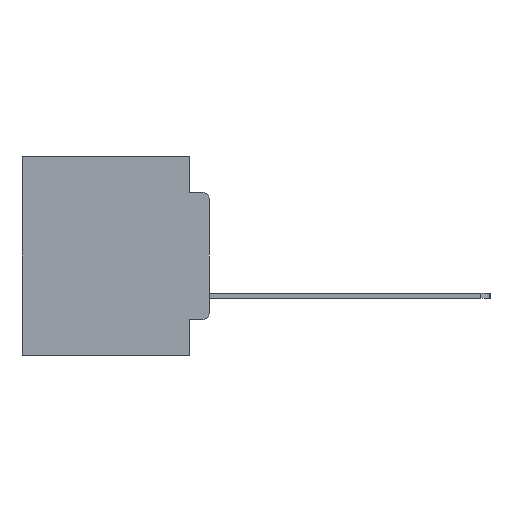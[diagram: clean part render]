
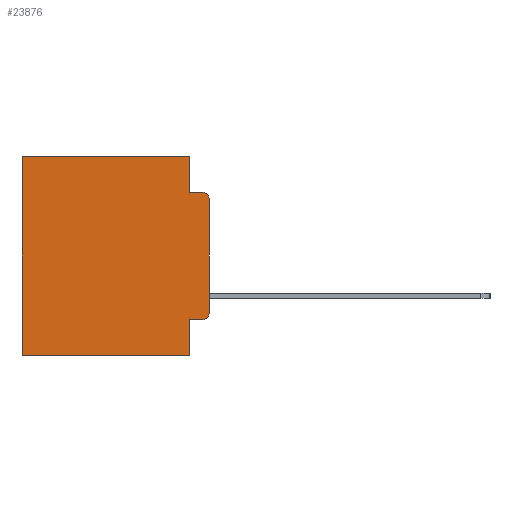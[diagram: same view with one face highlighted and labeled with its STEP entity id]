
A CAD part, left-side view. The second image highlights one B-rep face of the part: STEP entity #23876.
In plain terms, the highlighted planar face has unit normal (-1, 0, 0).
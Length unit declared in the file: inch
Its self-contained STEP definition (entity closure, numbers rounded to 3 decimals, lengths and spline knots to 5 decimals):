
#64 = EDGE_CURVE ( 'NONE', #16017, #10810, #22905, .T. ) ;
#154 = ORIENTED_EDGE ( 'NONE', *, *, #14634, .F. ) ;
#178 = ORIENTED_EDGE ( 'NONE', *, *, #64, .F. ) ;
#331 = AXIS2_PLACEMENT_3D ( 'NONE', #9995, #25584, #12300 ) ;
#1162 = LINE ( 'NONE', #8175, #7632 ) ;
#1185 = ORIENTED_EDGE ( 'NONE', *, *, #28267, .T. ) ;
#1272 = ORIENTED_EDGE ( 'NONE', *, *, #23932, .T. ) ;
#1760 = EDGE_CURVE ( 'NONE', #5328, #25951, #14447, .T. ) ;
#3014 = LINE ( 'NONE', #13490, #25799 ) ;
#3114 = CARTESIAN_POINT ( 'NONE',  ( 0.298, 0.473, 0. ) ) ;
#3187 = CARTESIAN_POINT ( 'NONE',  ( 0.298, 0.051, 0. ) ) ;
#5057 = VECTOR ( 'NONE', #16434, 39.37008 ) ;
#5328 = VERTEX_POINT ( 'NONE', #3114 ) ;
#5645 = VERTEX_POINT ( 'NONE', #24983 ) ;
#6007 = DIRECTION ( 'NONE',  ( -1., 0., 0. ) ) ;
#6253 = LINE ( 'NONE', #10982, #29397 ) ;
#6641 = EDGE_CURVE ( 'NONE', #12766, #6876, #1162, .T. ) ;
#6699 = VERTEX_POINT ( 'NONE', #17467 ) ;
#6876 = VERTEX_POINT ( 'NONE', #6879 ) ;
#6879 = CARTESIAN_POINT ( 'NONE',  ( 0.298, 0.051, -0.0885 ) ) ;
#7632 = VECTOR ( 'NONE', #21699, 39.37008 ) ;
#7939 = VECTOR ( 'NONE', #26190, 39.37008 ) ;
#8175 = CARTESIAN_POINT ( 'NONE',  ( 0.298, 0.051, 0. ) ) ;
#8283 = EDGE_CURVE ( 'NONE', #6876, #6699, #20688, .T. ) ;
#9310 = CARTESIAN_POINT ( 'NONE',  ( 0.298, 0.473, 0. ) ) ;
#9676 = CARTESIAN_POINT ( 'NONE',  ( 0.298, 0., 0. ) ) ;
#9782 = DIRECTION ( 'NONE',  ( 0., 0., -1. ) ) ;
#9865 = EDGE_CURVE ( 'NONE', #23615, #6699, #18868, .T. ) ;
#9995 = CARTESIAN_POINT ( 'NONE',  ( 0.298, 0.02, -0.3915 ) ) ;
#10810 = VERTEX_POINT ( 'NONE', #11858 ) ;
#10982 = CARTESIAN_POINT ( 'NONE',  ( 0.298, 0., 0. ) ) ;
#11048 = VECTOR ( 'NONE', #16515, 39.37008 ) ;
#11368 = LINE ( 'NONE', #27361, #5057 ) ;
#11754 = CARTESIAN_POINT ( 'NONE',  ( 0.298, 0.051, 0. ) ) ;
#11858 = CARTESIAN_POINT ( 'NONE',  ( 0.298, 0.051, -0.5 ) ) ;
#12300 = DIRECTION ( 'NONE',  ( 0., 0., -1. ) ) ;
#12766 = VERTEX_POINT ( 'NONE', #3187 ) ;
#12927 = CARTESIAN_POINT ( 'NONE',  ( 0.298, 0.051, -0.0885 ) ) ;
#13035 = CIRCLE ( 'NONE', #331, 0.02 ) ;
#13114 = AXIS2_PLACEMENT_3D ( 'NONE', #19741, #6007, #21953 ) ;
#13490 = CARTESIAN_POINT ( 'NONE',  ( 0.298, 0.051, -0.4115 ) ) ;
#14429 = EDGE_CURVE ( 'NONE', #23615, #29149, #11368, .T. ) ;
#14447 = LINE ( 'NONE', #9310, #25521 ) ;
#14634 = EDGE_CURVE ( 'NONE', #10810, #25951, #22872, .T. ) ;
#15310 = CARTESIAN_POINT ( 'NONE',  ( 0.298, 0., -0.3915 ) ) ;
#16017 = VERTEX_POINT ( 'NONE', #21066 ) ;
#16361 = EDGE_CURVE ( 'NONE', #12766, #5328, #6253, .T. ) ;
#16434 = DIRECTION ( 'NONE',  ( 0., 0., -1. ) ) ;
#16515 = DIRECTION ( 'NONE',  ( 0., 0., -1. ) ) ;
#16520 = CARTESIAN_POINT ( 'NONE',  ( 0.298, 0.473, -0.5 ) ) ;
#17027 = VECTOR ( 'NONE', #18727, 39.37008 ) ;
#17169 = CARTESIAN_POINT ( 'NONE',  ( 0.298, 0., -0.1085 ) ) ;
#17467 = CARTESIAN_POINT ( 'NONE',  ( 0.298, 0.02, -0.0885 ) ) ;
#18727 = DIRECTION ( 'NONE',  ( 0., 1., 0. ) ) ;
#18868 = CIRCLE ( 'NONE', #13114, 0.02 ) ;
#19213 = ORIENTED_EDGE ( 'NONE', *, *, #14429, .F. ) ;
#19741 = CARTESIAN_POINT ( 'NONE',  ( 0.298, 0.02, -0.1085 ) ) ;
#20285 = ORIENTED_EDGE ( 'NONE', *, *, #9865, .T. ) ;
#20382 = ORIENTED_EDGE ( 'NONE', *, *, #8283, .F. ) ;
#20404 = DIRECTION ( 'NONE',  ( 0., -1., 0. ) ) ;
#20688 = LINE ( 'NONE', #12927, #7939 ) ;
#20815 = ORIENTED_EDGE ( 'NONE', *, *, #6641, .F. ) ;
#20964 = ORIENTED_EDGE ( 'NONE', *, *, #16361, .T. ) ;
#20982 = PLANE ( 'NONE',  #28477 ) ;
#21066 = CARTESIAN_POINT ( 'NONE',  ( 0.298, 0.051, -0.4115 ) ) ;
#21699 = DIRECTION ( 'NONE',  ( 0., 0., -1. ) ) ;
#21953 = DIRECTION ( 'NONE',  ( 0., 0., -1. ) ) ;
#22508 = ORIENTED_EDGE ( 'NONE', *, *, #1760, .T. ) ;
#22872 = LINE ( 'NONE', #23058, #17027 ) ;
#22905 = LINE ( 'NONE', #11754, #11048 ) ;
#23058 = CARTESIAN_POINT ( 'NONE',  ( 0.298, 0., -0.5 ) ) ;
#23208 = DIRECTION ( 'NONE',  ( 1., 0., 0. ) ) ;
#23265 = EDGE_LOOP ( 'NONE', ( #19213, #20285, #20382, #20815, #20964, #22508, #154, #178, #1185, #1272 ) ) ;
#23615 = VERTEX_POINT ( 'NONE', #17169 ) ;
#23876 = ADVANCED_FACE ( 'NONE', ( #26200 ), #20982, .F. ) ;
#23932 = EDGE_CURVE ( 'NONE', #5645, #29149, #13035, .T. ) ;
#24412 = DIRECTION ( 'NONE',  ( 0., 1., 0. ) ) ;
#24983 = CARTESIAN_POINT ( 'NONE',  ( 0.298, 0.02, -0.4115 ) ) ;
#25521 = VECTOR ( 'NONE', #28175, 39.37008 ) ;
#25584 = DIRECTION ( 'NONE',  ( -1., 0., 0. ) ) ;
#25799 = VECTOR ( 'NONE', #20404, 39.37008 ) ;
#25951 = VERTEX_POINT ( 'NONE', #16520 ) ;
#26190 = DIRECTION ( 'NONE',  ( 0., -1., 0. ) ) ;
#26200 = FACE_OUTER_BOUND ( 'NONE', #23265, .T. ) ;
#27361 = CARTESIAN_POINT ( 'NONE',  ( 0.298, 0., 0. ) ) ;
#28175 = DIRECTION ( 'NONE',  ( 0., 0., -1. ) ) ;
#28267 = EDGE_CURVE ( 'NONE', #16017, #5645, #3014, .T. ) ;
#28477 = AXIS2_PLACEMENT_3D ( 'NONE', #9676, #23208, #9782 ) ;
#29149 = VERTEX_POINT ( 'NONE', #15310 ) ;
#29397 = VECTOR ( 'NONE', #24412, 39.37008 ) ;
